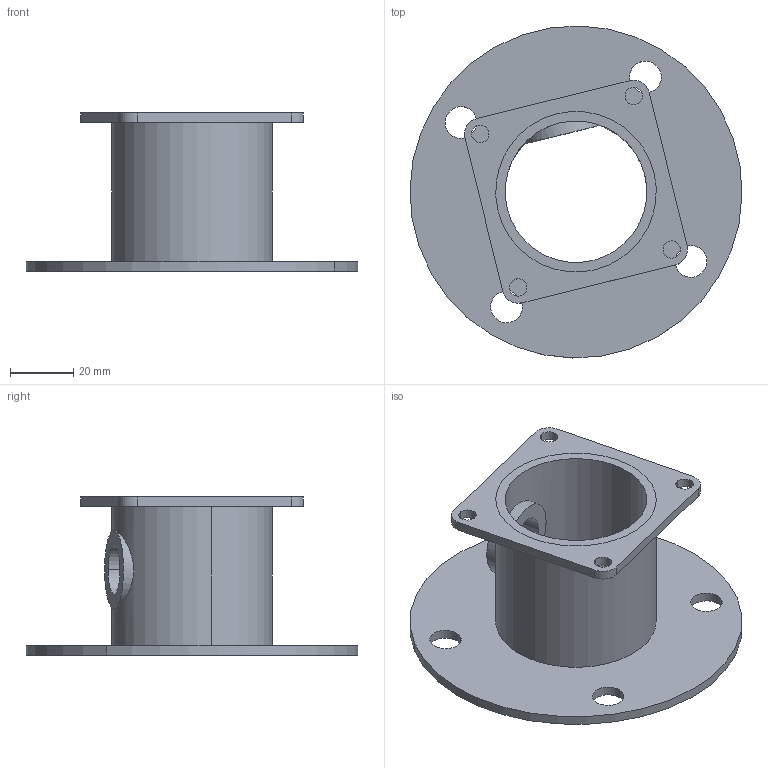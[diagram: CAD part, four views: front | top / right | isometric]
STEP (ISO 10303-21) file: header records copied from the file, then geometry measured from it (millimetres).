
FILE_DESCRIPTION (( 'STEP AP214' ), '1' );
FILE_NAME ('A0000003797.STEP', '2025-11-04T09:08:18', ( 'Microsoft' ), ( 'Microsoft' ), 'SwSTEP 2.0', 'SolidWorks 2025', '' );
FILE_SCHEMA (( 'AUTOMOTIVE_DESIGN' ));
Length unit declared in the file: millimetre
Products named in the file (4): P0000009449; A0000003797; P0000009442; P0000009447
Assembly tree (3 placements, depth 2):
  A0000003797
    P0000009442
    P0000009447
    P0000009449
Bounding box: 104.98 x 104.98 x 50 mm (x, y, z)
Volume: 46377.8 mm3; surface area: 34888.9 mm2
Topology: 3 solids, 3 shells, 49 faces, 121 edges, 80 vertices
Faces by surface type: cylinder 37, plane 12
Entity records: 1851 total; most frequent: CARTESIAN_POINT 464, DIRECTION 293, ORIENTED_EDGE 242, AXIS2_PLACEMENT_3D 124, EDGE_CURVE 121, VERTEX_POINT 80, EDGE_LOOP 75, CIRCLE 69
